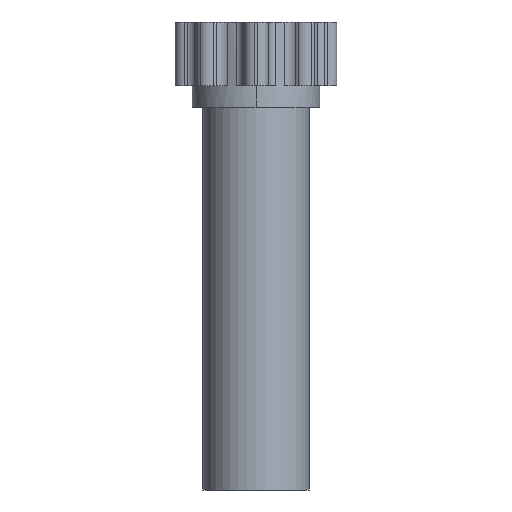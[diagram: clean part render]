
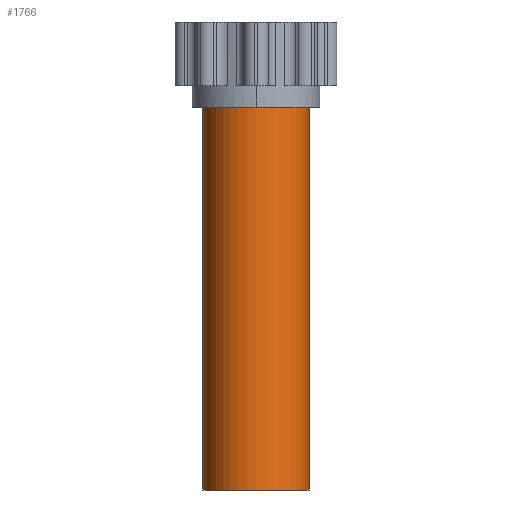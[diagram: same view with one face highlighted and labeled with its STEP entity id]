
A CAD part, left-side view. The second image highlights one B-rep face of the part: STEP entity #1766.
In plain terms, the highlighted cylindrical face has radius 3.175 mm (diameter 6.35 mm), a partial arc.
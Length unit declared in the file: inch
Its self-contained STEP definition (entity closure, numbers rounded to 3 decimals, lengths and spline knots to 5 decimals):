
#18 = VERTEX_POINT ( 'NONE', #1428 ) ;
#76 = CARTESIAN_POINT ( 'NONE',  ( 0.075, -0.1, -1. ) ) ;
#101 = CIRCLE ( 'NONE', #265, 0.125 ) ;
#105 = ORIENTED_EDGE ( 'NONE', *, *, #2443, .T. ) ;
#265 = AXIS2_PLACEMENT_3D ( 'NONE', #2007, #1111, #2090 ) ;
#362 = DIRECTION ( 'NONE',  ( 1., 0., 0. ) ) ;
#400 = CARTESIAN_POINT ( 'NONE',  ( 0.075, -0.1, -1. ) ) ;
#515 = CIRCLE ( 'NONE', #923, 0.125 ) ;
#528 = CARTESIAN_POINT ( 'NONE',  ( 0., 0., -1. ) ) ;
#665 = DIRECTION ( 'NONE',  ( 1., 0., 0. ) ) ;
#681 = ORIENTED_EDGE ( 'NONE', *, *, #2178, .T. ) ;
#772 = LINE ( 'NONE', #400, #2073 ) ;
#907 = CYLINDRICAL_SURFACE ( 'NONE', #1862, 0.125 ) ;
#923 = AXIS2_PLACEMENT_3D ( 'NONE', #1224, #2421, #665 ) ;
#996 = VERTEX_POINT ( 'NONE', #2333 ) ;
#1035 = CARTESIAN_POINT ( 'NONE',  ( 0.075, 0.1, -1. ) ) ;
#1101 = FACE_OUTER_BOUND ( 'NONE', #2135, .T. ) ;
#1111 = DIRECTION ( 'NONE',  ( 0., 0., -1. ) ) ;
#1127 = ORIENTED_EDGE ( 'NONE', *, *, #1998, .F. ) ;
#1224 = CARTESIAN_POINT ( 'NONE',  ( 0., 0., -1. ) ) ;
#1234 = CARTESIAN_POINT ( 'NONE',  ( 0.075, 0.1, -1. ) ) ;
#1330 = VERTEX_POINT ( 'NONE', #76 ) ;
#1428 = CARTESIAN_POINT ( 'NONE',  ( 0.075, 0.1, -0.1 ) ) ;
#1618 = VECTOR ( 'NONE', #2227, 39.37008 ) ;
#1647 = VERTEX_POINT ( 'NONE', #1234 ) ;
#1665 = EDGE_CURVE ( 'NONE', #1647, #1330, #515, .T. ) ;
#1684 = DIRECTION ( 'NONE',  ( 0., 0., 1. ) ) ;
#1766 = ADVANCED_FACE ( 'NONE', ( #1101 ), #907, .T. ) ;
#1816 = LINE ( 'NONE', #1035, #1618 ) ;
#1862 = AXIS2_PLACEMENT_3D ( 'NONE', #528, #1684, #362 ) ;
#1971 = DIRECTION ( 'NONE',  ( 0., 0., 1. ) ) ;
#1998 = EDGE_CURVE ( 'NONE', #1647, #18, #1816, .T. ) ;
#2007 = CARTESIAN_POINT ( 'NONE',  ( 0., 0., -0.1 ) ) ;
#2013 = ORIENTED_EDGE ( 'NONE', *, *, #1665, .T. ) ;
#2073 = VECTOR ( 'NONE', #1971, 39.37008 ) ;
#2090 = DIRECTION ( 'NONE',  ( 1., 0., 0. ) ) ;
#2135 = EDGE_LOOP ( 'NONE', ( #105, #681, #1127, #2013 ) ) ;
#2178 = EDGE_CURVE ( 'NONE', #996, #18, #101, .T. ) ;
#2227 = DIRECTION ( 'NONE',  ( 0., 0., 1. ) ) ;
#2333 = CARTESIAN_POINT ( 'NONE',  ( 0.075, -0.1, -0.1 ) ) ;
#2421 = DIRECTION ( 'NONE',  ( 0., 0., 1. ) ) ;
#2443 = EDGE_CURVE ( 'NONE', #1330, #996, #772, .T. ) ;
